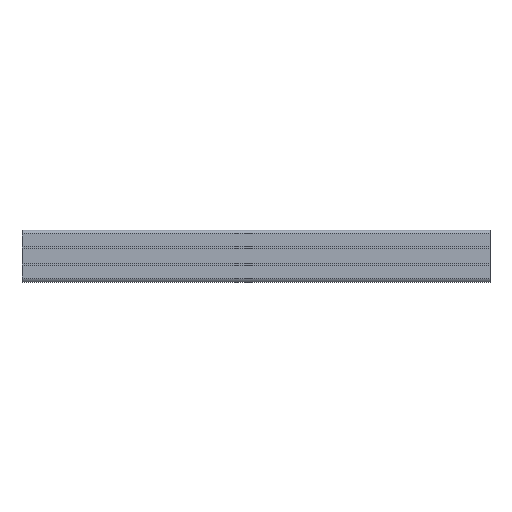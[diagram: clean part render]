
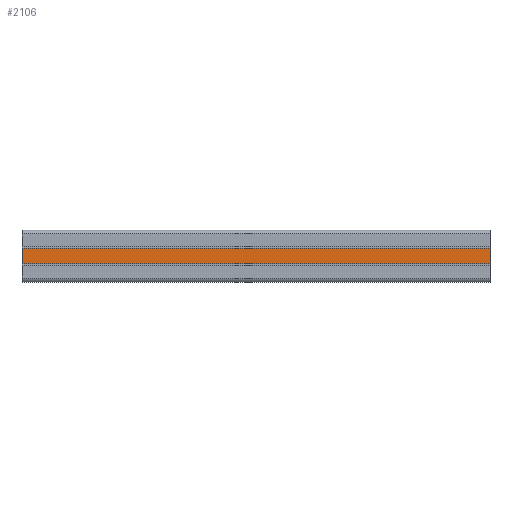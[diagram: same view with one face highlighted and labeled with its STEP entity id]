
A CAD part, front view. The second image highlights one B-rep face of the part: STEP entity #2106.
In plain terms, the highlighted planar face has unit normal (0, -1, 0).
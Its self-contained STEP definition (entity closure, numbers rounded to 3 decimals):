
#152=DIRECTION('',(0.,0.,-1.));
#153=VECTOR('',#152,6.879);
#154=CARTESIAN_POINT('',(400.,-4.5,3.439));
#155=LINE('',#154,#153);
#608=DIRECTION('',(-1.,0.,0.));
#609=VECTOR('',#608,180.);
#610=CARTESIAN_POINT('',(400.,-4.5,-3.439));
#611=LINE('',#610,#609);
#612=DIRECTION('',(0.,0.,-1.));
#613=VECTOR('',#612,6.879);
#614=CARTESIAN_POINT('',(220.,-4.5,3.439));
#615=LINE('',#614,#613);
#616=DIRECTION('',(-1.,0.,0.));
#617=VECTOR('',#616,180.);
#618=CARTESIAN_POINT('',(400.,-4.5,3.439));
#619=LINE('',#618,#617);
#1075=CARTESIAN_POINT('',(400.,-4.5,-3.439));
#1076=VERTEX_POINT('',#1075);
#1077=CARTESIAN_POINT('',(400.,-4.5,3.439));
#1078=VERTEX_POINT('',#1077);
#1235=CARTESIAN_POINT('',(220.,-4.5,-3.439));
#1236=VERTEX_POINT('',#1235);
#1237=CARTESIAN_POINT('',(220.,-4.5,3.439));
#1238=VERTEX_POINT('',#1237);
#2094=CARTESIAN_POINT('',(0.,-4.5,-3.439));
#2095=DIRECTION('',(0.,-1.,0.));
#2096=DIRECTION('',(0.,0.,-1.));
#2097=AXIS2_PLACEMENT_3D('',#2094,#2095,#2096);
#2098=PLANE('',#2097);
#2099=ORIENTED_EDGE('',*,*,#1380,.F.);
#2101=ORIENTED_EDGE('',*,*,#2100,.F.);
#2102=ORIENTED_EDGE('',*,*,#1567,.T.);
#2103=ORIENTED_EDGE('',*,*,#2087,.T.);
#2104=EDGE_LOOP('',(#2099,#2101,#2102,#2103));
#2105=FACE_OUTER_BOUND('',#2104,.F.);
#2106=ADVANCED_FACE('',(#2105),#2098,.T.);
#1380=EDGE_CURVE('',#1238,#1236,#615,.T.);
#1567=EDGE_CURVE('',#1078,#1076,#155,.T.);
#2087=EDGE_CURVE('',#1076,#1236,#611,.T.);
#2100=EDGE_CURVE('',#1078,#1238,#619,.T.);
